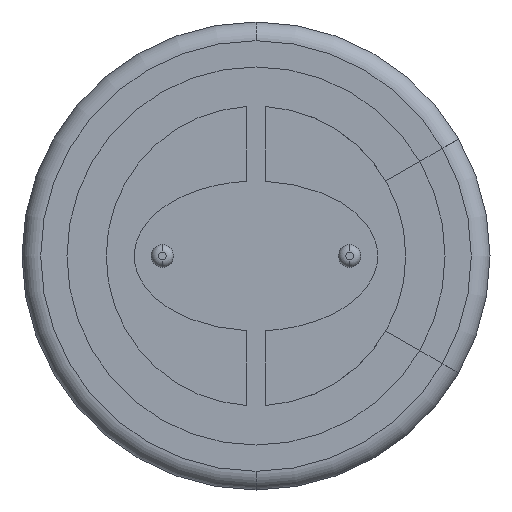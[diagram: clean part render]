
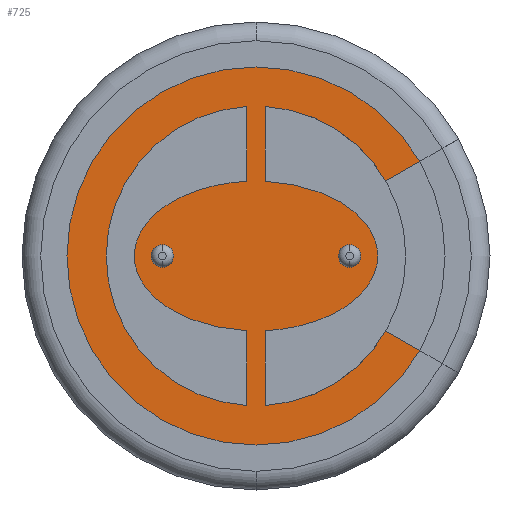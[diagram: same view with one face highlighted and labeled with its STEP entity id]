
A CAD part, front view. The second image highlights one B-rep face of the part: STEP entity #725.
In plain terms, the highlighted planar face has unit normal (0, -1, 0).
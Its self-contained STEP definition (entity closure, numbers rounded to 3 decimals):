
#30 = LINE ( 'NONE', #2827, #2443 ) ;
#39 = ORIENTED_EDGE ( 'NONE', *, *, #2677, .F. ) ;
#47 = EDGE_CURVE ( 'NONE', #2956, #3027, #1044, .T. ) ;
#56 = ORIENTED_EDGE ( 'NONE', *, *, #2890, .F. ) ;
#69 = CARTESIAN_POINT ( 'NONE',  ( 0., 0.5, 0. ) ) ;
#71 = DIRECTION ( 'NONE',  ( 0., 0., -1. ) ) ;
#74 = ORIENTED_EDGE ( 'NONE', *, *, #2807, .F. ) ;
#82 = ORIENTED_EDGE ( 'NONE', *, *, #2209, .F. ) ;
#91 = AXIS2_PLACEMENT_3D ( 'NONE', #2785, #1369, #3002 ) ;
#100 = EDGE_LOOP ( 'NONE', ( #169, #2292, #2397, #274, #1827, #74, #1946, #82, #56, #2004, #2834 ) ) ;
#164 = CARTESIAN_POINT ( 'NONE',  ( -0.25, 0.5, -4. ) ) ;
#168 = EDGE_CURVE ( 'NONE', #1195, #2656, #2042, .T. ) ;
#169 = ORIENTED_EDGE ( 'NONE', *, *, #2416, .T. ) ;
#178 = CARTESIAN_POINT ( 'NONE',  ( 0.25, 0.5, -3.992 ) ) ;
#182 = CIRCLE ( 'NONE', #1384, 5.05 ) ;
#215 = PLANE ( 'NONE',  #1218 ) ;
#238 = VERTEX_POINT ( 'NONE', #2021 ) ;
#267 = AXIS2_PLACEMENT_3D ( 'NONE', #1496, #1747, #1981 ) ;
#274 = ORIENTED_EDGE ( 'NONE', *, *, #47, .T. ) ;
#278 = EDGE_CURVE ( 'NONE', #2656, #238, #1610, .T. ) ;
#279 = DIRECTION ( 'NONE',  ( 0., -1., 0. ) ) ;
#317 = CARTESIAN_POINT ( 'NONE',  ( 3.25, 0.5, 0. ) ) ;
#351 = CARTESIAN_POINT ( 'NONE',  ( -0.25, 0.5, -4. ) ) ;
#363 = DIRECTION ( 'NONE',  ( -0.866, 0., 0.5 ) ) ;
#382 = DIRECTION ( 'NONE',  ( 0., 0., 1. ) ) ;
#395 = VERTEX_POINT ( 'NONE', #1168 ) ;
#435 = CARTESIAN_POINT ( 'NONE',  ( 0., 0.5, -5.05 ) ) ;
#574 = CARTESIAN_POINT ( 'NONE',  ( 3.25, 0.5, 1.101 ) ) ;
#684 = CARTESIAN_POINT ( 'NONE',  ( 0.25, 0.5, 1.994 ) ) ;
#703 = DIRECTION ( 'NONE',  ( 0., -1., 0. ) ) ;
#725 = ADVANCED_FACE ( 'NONE', ( #1742, #1167 ), #215, .T. ) ;
#734 = CARTESIAN_POINT ( 'NONE',  ( -5.85, 0.5, 1.728 ) ) ;
#754 = ORIENTED_EDGE ( 'NONE', *, *, #168, .F. ) ;
#815 =( BOUNDED_CURVE ( )  B_SPLINE_CURVE ( 3, ( #684, #923, #574, #1987 ),
 .UNSPECIFIED., .F., .T. ) 
 B_SPLINE_CURVE_WITH_KNOTS ( ( 4, 4 ),
 ( 4.789, 6.283 ),
 .UNSPECIFIED. ) 
 CURVE ( )  GEOMETRIC_REPRESENTATION_ITEM ( )  RATIONAL_B_SPLINE_CURVE ( ( 1., 0.823, 0.823, 1. ) ) 
 REPRESENTATION_ITEM ( '' )  );
#844 = VERTEX_POINT ( 'NONE', #1533 ) ;
#852 = CARTESIAN_POINT ( 'NONE',  ( 0.25, 0.5, -1.994 ) ) ;
#898 = EDGE_CURVE ( 'NONE', #238, #395, #2627, .T. ) ;
#909 = DIRECTION ( 'NONE',  ( 0., -1., 0. ) ) ;
#923 = CARTESIAN_POINT ( 'NONE',  ( 2.034, 0.5, 1.909 ) ) ;
#971 = DIRECTION ( 'NONE',  ( 0., -1., 0. ) ) ;
#973 = CARTESIAN_POINT ( 'NONE',  ( 4.373, 0.5, 2.525 ) ) ;
#996 = CARTESIAN_POINT ( 'NONE',  ( 3.25, 0.5, 0. ) ) ;
#1012 = DIRECTION ( 'NONE',  ( 0., -1., 0. ) ) ;
#1014 = CARTESIAN_POINT ( 'NONE',  ( 0.25, 0.5, -4. ) ) ;
#1044 = LINE ( 'NONE', #1743, #2678 ) ;
#1063 = CIRCLE ( 'NONE', #91, 4. ) ;
#1077 = CARTESIAN_POINT ( 'NONE',  ( 3.464, 0.5, 2. ) ) ;
#1128 = CIRCLE ( 'NONE', #267, 5.05 ) ;
#1159 = DIRECTION ( 'NONE',  ( 0., 0., -1. ) ) ;
#1163 = EDGE_CURVE ( 'NONE', #2735, #1304, #182, .T. ) ;
#1167 = FACE_OUTER_BOUND ( 'NONE', #100, .T. ) ;
#1168 = CARTESIAN_POINT ( 'NONE',  ( -0.25, 0.5, 3.992 ) ) ;
#1195 = VERTEX_POINT ( 'NONE', #1469 ) ;
#1197 = CARTESIAN_POINT ( 'NONE',  ( -5.85, 0.5, -1.728 ) ) ;
#1218 = AXIS2_PLACEMENT_3D ( 'NONE', #1841, #909, #1159 ) ;
#1225 = DIRECTION ( 'NONE',  ( 0., 0., -1. ) ) ;
#1249 = DIRECTION ( 'NONE',  ( 0., 0., -1. ) ) ;
#1291 =( BOUNDED_CURVE ( )  B_SPLINE_CURVE ( 3, ( #996, #2374, #2851, #2837 ),
 .UNSPECIFIED., .F., .F. ) 
 B_SPLINE_CURVE_WITH_KNOTS ( ( 4, 4 ),
 ( 0., 1.494 ),
 .UNSPECIFIED. ) 
 CURVE ( )  GEOMETRIC_REPRESENTATION_ITEM ( )  RATIONAL_B_SPLINE_CURVE ( ( 1., 0.823, 0.823, 1. ) ) 
 REPRESENTATION_ITEM ( '' )  );
#1304 = VERTEX_POINT ( 'NONE', #435 ) ;
#1369 = DIRECTION ( 'NONE',  ( 0., -1., 0. ) ) ;
#1381 = EDGE_CURVE ( 'NONE', #2561, #1518, #30, .T. ) ;
#1384 = AXIS2_PLACEMENT_3D ( 'NONE', #69, #971, #2170 ) ;
#1420 = VECTOR ( 'NONE', #382, 1000. ) ;
#1437 = DIRECTION ( 'NONE',  ( 0.866, 0., 0.5 ) ) ;
#1469 = CARTESIAN_POINT ( 'NONE',  ( -0.25, 0.5, -3.992 ) ) ;
#1475 = EDGE_CURVE ( 'NONE', #2561, #844, #1813, .T. ) ;
#1496 = CARTESIAN_POINT ( 'NONE',  ( 0., 0.5, 0. ) ) ;
#1518 = VERTEX_POINT ( 'NONE', #973 ) ;
#1533 = CARTESIAN_POINT ( 'NONE',  ( 0.25, 0.5, 3.992 ) ) ;
#1581 = VERTEX_POINT ( 'NONE', #852 ) ;
#1610 =( BOUNDED_CURVE ( )  B_SPLINE_CURVE ( 3, ( #2596, #1197, #734, #2427 ),
 .UNSPECIFIED., .F., .T. ) 
 B_SPLINE_CURVE_WITH_KNOTS ( ( 4, 4 ),
 ( 1.648, 4.635 ),
 .UNSPECIFIED. ) 
 CURVE ( )  GEOMETRIC_REPRESENTATION_ITEM ( )  RATIONAL_B_SPLINE_CURVE ( ( 1., 0.385, 0.385, 1. ) ) 
 REPRESENTATION_ITEM ( '' )  );
#1669 = VECTOR ( 'NONE', #2201, 1000. ) ;
#1670 = CARTESIAN_POINT ( 'NONE',  ( 0., 0.5, 0. ) ) ;
#1689 = CARTESIAN_POINT ( 'NONE',  ( 0., 0.5, 0. ) ) ;
#1741 = VECTOR ( 'NONE', #2154, 1000. ) ;
#1742 = FACE_BOUND ( 'NONE', #1934, .T. ) ;
#1743 = CARTESIAN_POINT ( 'NONE',  ( 0., 0.5, 0. ) ) ;
#1747 = DIRECTION ( 'NONE',  ( 0., -1., 0. ) ) ;
#1763 = CARTESIAN_POINT ( 'NONE',  ( 0.25, 0.5, 1.994 ) ) ;
#1810 = AXIS2_PLACEMENT_3D ( 'NONE', #2804, #703, #2788 ) ;
#1813 = CIRCLE ( 'NONE', #2943, 4. ) ;
#1822 = CIRCLE ( 'NONE', #1810, 4. ) ;
#1827 = ORIENTED_EDGE ( 'NONE', *, *, #2367, .F. ) ;
#1841 = CARTESIAN_POINT ( 'NONE',  ( 0., 0.5, 0. ) ) ;
#1934 = EDGE_LOOP ( 'NONE', ( #39, #2089, #2605, #754 ) ) ;
#1946 = ORIENTED_EDGE ( 'NONE', *, *, #2829, .F. ) ;
#1976 = VERTEX_POINT ( 'NONE', #317 ) ;
#1981 = DIRECTION ( 'NONE',  ( 0., 0., -1. ) ) ;
#1987 = CARTESIAN_POINT ( 'NONE',  ( 3.25, 0.5, 0. ) ) ;
#2004 = ORIENTED_EDGE ( 'NONE', *, *, #1475, .F. ) ;
#2012 = CARTESIAN_POINT ( 'NONE',  ( 3.464, 0.5, -2. ) ) ;
#2021 = CARTESIAN_POINT ( 'NONE',  ( -0.25, 0.5, 1.994 ) ) ;
#2034 = LINE ( 'NONE', #1014, #1741 ) ;
#2041 = VERTEX_POINT ( 'NONE', #1763 ) ;
#2042 = LINE ( 'NONE', #164, #1420 ) ;
#2089 = ORIENTED_EDGE ( 'NONE', *, *, #898, .F. ) ;
#2154 = DIRECTION ( 'NONE',  ( 0., 0., -1. ) ) ;
#2170 = DIRECTION ( 'NONE',  ( 0., 0., -1. ) ) ;
#2182 = CARTESIAN_POINT ( 'NONE',  ( 4.373, 0.5, -2.525 ) ) ;
#2186 = VECTOR ( 'NONE', #1249, 1000. ) ;
#2201 = DIRECTION ( 'NONE',  ( 0., 0., 1. ) ) ;
#2209 = EDGE_CURVE ( 'NONE', #2041, #1976, #815, .T. ) ;
#2286 = CARTESIAN_POINT ( 'NONE',  ( -0.25, 0.5, -1.994 ) ) ;
#2292 = ORIENTED_EDGE ( 'NONE', *, *, #1163, .T. ) ;
#2310 = CARTESIAN_POINT ( 'NONE',  ( 0., 0.5, 5.05 ) ) ;
#2367 = EDGE_CURVE ( 'NONE', #2617, #3027, #1822, .T. ) ;
#2374 = CARTESIAN_POINT ( 'NONE',  ( 3.25, 0.5, -1.101 ) ) ;
#2397 = ORIENTED_EDGE ( 'NONE', *, *, #2888, .T. ) ;
#2416 = EDGE_CURVE ( 'NONE', #1518, #2735, #2732, .T. ) ;
#2421 = CARTESIAN_POINT ( 'NONE',  ( 0.25, 0.5, -4. ) ) ;
#2427 = CARTESIAN_POINT ( 'NONE',  ( -0.25, 0.5, 1.994 ) ) ;
#2443 = VECTOR ( 'NONE', #1437, 1000. ) ;
#2561 = VERTEX_POINT ( 'NONE', #1077 ) ;
#2596 = CARTESIAN_POINT ( 'NONE',  ( -0.25, 0.5, -1.994 ) ) ;
#2605 = ORIENTED_EDGE ( 'NONE', *, *, #278, .F. ) ;
#2617 = VERTEX_POINT ( 'NONE', #178 ) ;
#2627 = LINE ( 'NONE', #351, #1669 ) ;
#2656 = VERTEX_POINT ( 'NONE', #2286 ) ;
#2677 = EDGE_CURVE ( 'NONE', #395, #1195, #1063, .T. ) ;
#2678 = VECTOR ( 'NONE', #363, 1000. ) ;
#2732 = CIRCLE ( 'NONE', #2861, 5.05 ) ;
#2735 = VERTEX_POINT ( 'NONE', #2310 ) ;
#2785 = CARTESIAN_POINT ( 'NONE',  ( 0., 0.5, 0. ) ) ;
#2788 = DIRECTION ( 'NONE',  ( 0., 0., -1. ) ) ;
#2802 = LINE ( 'NONE', #2421, #2186 ) ;
#2804 = CARTESIAN_POINT ( 'NONE',  ( 0., 0.5, 0. ) ) ;
#2807 = EDGE_CURVE ( 'NONE', #1581, #2617, #2034, .T. ) ;
#2827 = CARTESIAN_POINT ( 'NONE',  ( 0., 0.5, 0. ) ) ;
#2829 = EDGE_CURVE ( 'NONE', #1976, #1581, #1291, .T. ) ;
#2834 = ORIENTED_EDGE ( 'NONE', *, *, #1381, .T. ) ;
#2837 = CARTESIAN_POINT ( 'NONE',  ( 0.25, 0.5, -1.994 ) ) ;
#2851 = CARTESIAN_POINT ( 'NONE',  ( 2.034, 0.5, -1.909 ) ) ;
#2861 = AXIS2_PLACEMENT_3D ( 'NONE', #1670, #279, #1225 ) ;
#2888 = EDGE_CURVE ( 'NONE', #1304, #2956, #1128, .T. ) ;
#2890 = EDGE_CURVE ( 'NONE', #844, #2041, #2802, .T. ) ;
#2943 = AXIS2_PLACEMENT_3D ( 'NONE', #1689, #1012, #71 ) ;
#2956 = VERTEX_POINT ( 'NONE', #2182 ) ;
#3002 = DIRECTION ( 'NONE',  ( 0., 0., -1. ) ) ;
#3027 = VERTEX_POINT ( 'NONE', #2012 ) ;
